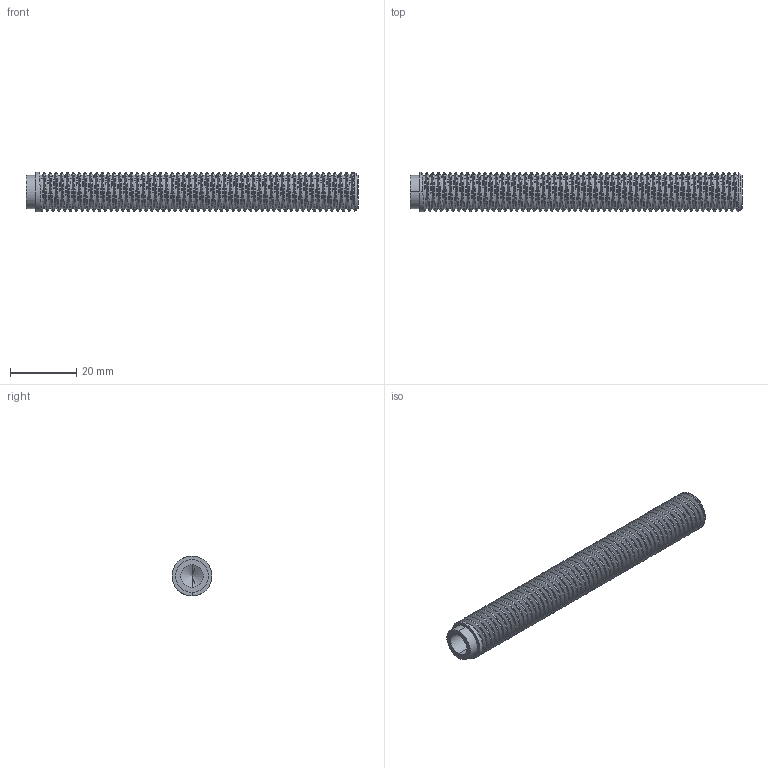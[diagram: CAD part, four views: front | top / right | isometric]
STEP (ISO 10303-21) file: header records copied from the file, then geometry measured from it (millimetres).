
FILE_DESCRIPTION (( 'STEP AP214' ), '1' );
FILE_NAME ('Q5_08-VI-IG-M8-100_S.STEP', '2022-02-10T14:46:50', ( '' ), ( '' ), 'SwSTEP 2.0', 'SolidWorks 2019', '' );
FILE_SCHEMA (( 'AUTOMOTIVE_DESIGN' ));
Length unit declared in the file: millimetre
Products named in the file (1): Q5_08-VI-IG-M8-100_S
Bounding box: 100 x 12 x 12 mm (x, y, z)
Volume: 8644.9 mm3; surface area: 6181 mm2
Topology: 3 solids, 3 shells, 132 faces, 417 edges, 291 vertices
Faces by surface type: cylinder 114, cone 7, bspline 6, plane 5
Entity records: 12927 total; most frequent: CARTESIAN_POINT 8694, ORIENTED_EDGE 830, EDGE_CURVE 415, DIRECTION 409, VERTEX_POINT 291, AXIS2_PLACEMENT_3D 141, EDGE_LOOP 134, FACE_OUTER_BOUND 132
